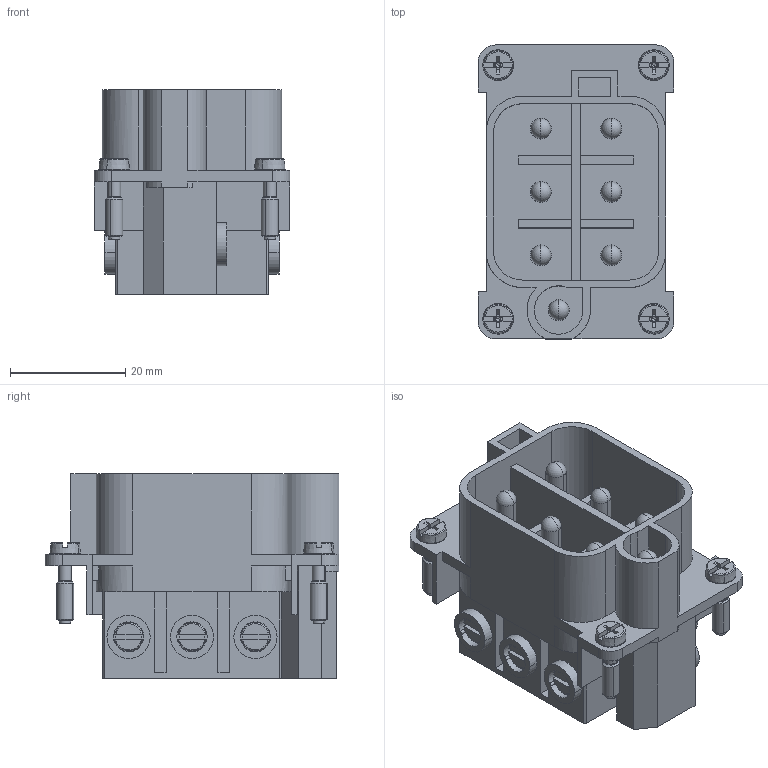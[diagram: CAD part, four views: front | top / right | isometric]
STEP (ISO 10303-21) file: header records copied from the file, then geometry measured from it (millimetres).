
FILE_DESCRIPTION(('CATIA V5 STEP','CAx-IF Rec.Pracs.--- Model Styling and Organization---1.2---2011-12-15'),'2;1');
FILE_NAME ('13305776_2', '2018-07-17T07:00:21+00:00', ('none'), ('Weidmueller'), 'CATIA Version 5-6 Release 2014 SP4 HF52', 'CATIA V5 STEP AP214', 'none');
FILE_SCHEMA(('AUTOMOTIVE_DESIGN { 1 0 10303 214 1 1 1 1 }'));
Length unit declared in the file: millimetre
Products named in the file (1): 2466810000
Bounding box: 34 x 51 x 35.5 mm (x, y, z)
Volume: 19268.4 mm3; surface area: 26751.8 mm2
Topology: 1 solids, 1 shells, 1313 faces, 4027 edges, 2612 vertices
Faces by surface type: plane 744, cylinder 304, cone 116, torus 96, bspline 35, sphere 14, extrusion 4
Entity records: 46561 total; most frequent: CARTESIAN_POINT 13953, ORIENTED_EDGE 7982, DIRECTION 4849, EDGE_CURVE 3991, VERTEX_POINT 2612, VECTOR 2086, LINE 2082, AXIS2_PLACEMENT_3D 1915
